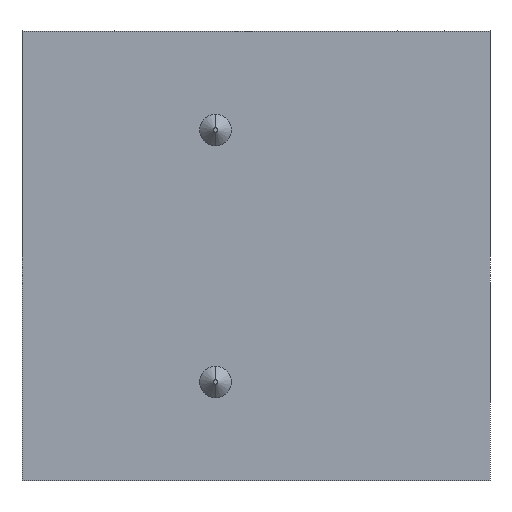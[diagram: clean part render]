
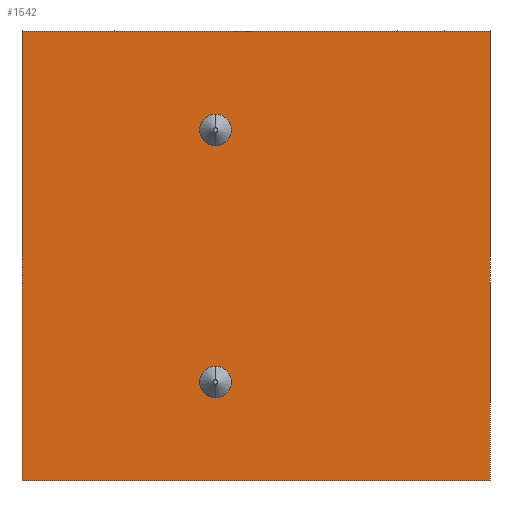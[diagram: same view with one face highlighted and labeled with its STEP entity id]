
A CAD part, front view. The second image highlights one B-rep face of the part: STEP entity #1542.
In plain terms, the highlighted planar face has unit normal (0, -1, 0).
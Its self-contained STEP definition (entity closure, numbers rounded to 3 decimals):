
#45 = LINE ( 'NONE', #5990, #680 ) ;
#174 = ORIENTED_EDGE ( 'NONE', *, *, #1400, .F. ) ;
#191 = CARTESIAN_POINT ( 'NONE',  ( 0., 0., 0. ) ) ;
#199 = VERTEX_POINT ( 'NONE', #191 ) ;
#530 = CARTESIAN_POINT ( 'NONE',  ( 4.3, 0., -2.55 ) ) ;
#577 = CARTESIAN_POINT ( 'NONE',  ( 4.3, 0., -1.85 ) ) ;
#680 = VECTOR ( 'NONE', #4835, 1000. ) ;
#717 = DIRECTION ( 'NONE',  ( 0., 0., -1. ) ) ;
#786 = EDGE_CURVE ( 'NONE', #7140, #2115, #4981, .T. ) ;
#847 = CARTESIAN_POINT ( 'NONE',  ( 4.3, 0., -8.15 ) ) ;
#875 = CARTESIAN_POINT ( 'NONE',  ( 4.3, 0., -2.2 ) ) ;
#930 = CIRCLE ( 'NONE', #3194, 0.35 ) ;
#1085 = CARTESIAN_POINT ( 'NONE',  ( 4.3, 0., -7.8 ) ) ;
#1247 = AXIS2_PLACEMENT_3D ( 'NONE', #1085, #6243, #2777 ) ;
#1292 = EDGE_LOOP ( 'NONE', ( #2159, #6470 ) ) ;
#1334 = CARTESIAN_POINT ( 'NONE',  ( 4.3, 0., -7.8 ) ) ;
#1368 = VECTOR ( 'NONE', #5771, 1000. ) ;
#1400 = EDGE_CURVE ( 'NONE', #4140, #5135, #930, .T. ) ;
#1461 = CARTESIAN_POINT ( 'NONE',  ( 4.3, 0., -2.2 ) ) ;
#1542 = ADVANCED_FACE ( 'NONE', ( #2080, #6494, #3341 ), #3118, .T. ) ;
#1695 = CARTESIAN_POINT ( 'NONE',  ( 10.4, 0., 0. ) ) ;
#1706 = CARTESIAN_POINT ( 'NONE',  ( 10.4, 0., -10. ) ) ;
#1890 = EDGE_CURVE ( 'NONE', #6064, #199, #45, .T. ) ;
#1906 = DIRECTION ( 'NONE',  ( 0., -1., 0. ) ) ;
#1946 = VECTOR ( 'NONE', #3930, 1000. ) ;
#2080 = FACE_BOUND ( 'NONE', #3337, .T. ) ;
#2115 = VERTEX_POINT ( 'NONE', #577 ) ;
#2127 = CARTESIAN_POINT ( 'NONE',  ( 4.3, 0., -7.45 ) ) ;
#2159 = ORIENTED_EDGE ( 'NONE', *, *, #2977, .F. ) ;
#2637 = DIRECTION ( 'NONE',  ( 0., -1., 0. ) ) ;
#2777 = DIRECTION ( 'NONE',  ( 0., 0., -1. ) ) ;
#2894 = CARTESIAN_POINT ( 'NONE',  ( 0., 0., -10. ) ) ;
#2977 = EDGE_CURVE ( 'NONE', #2115, #7140, #7391, .T. ) ;
#3118 = PLANE ( 'NONE',  #7308 ) ;
#3194 = AXIS2_PLACEMENT_3D ( 'NONE', #1334, #1906, #717 ) ;
#3337 = EDGE_LOOP ( 'NONE', ( #3688, #174 ) ) ;
#3341 = FACE_OUTER_BOUND ( 'NONE', #5577, .T. ) ;
#3504 = ORIENTED_EDGE ( 'NONE', *, *, #6092, .T. ) ;
#3688 = ORIENTED_EDGE ( 'NONE', *, *, #6957, .F. ) ;
#3816 = LINE ( 'NONE', #4381, #1946 ) ;
#3930 = DIRECTION ( 'NONE',  ( 1., 0., 0. ) ) ;
#3981 = CIRCLE ( 'NONE', #1247, 0.35 ) ;
#3989 = DIRECTION ( 'NONE',  ( 0., 0., 1. ) ) ;
#4050 = LINE ( 'NONE', #2894, #1368 ) ;
#4140 = VERTEX_POINT ( 'NONE', #847 ) ;
#4262 = DIRECTION ( 'NONE',  ( 0., 0., -1. ) ) ;
#4289 = DIRECTION ( 'NONE',  ( 0., -1., 0. ) ) ;
#4381 = CARTESIAN_POINT ( 'NONE',  ( 0., 0., 0. ) ) ;
#4835 = DIRECTION ( 'NONE',  ( 0., 0., 1. ) ) ;
#4869 = DIRECTION ( 'NONE',  ( 0., 0., -1. ) ) ;
#4981 = CIRCLE ( 'NONE', #7203, 0.35 ) ;
#5103 = VERTEX_POINT ( 'NONE', #6102 ) ;
#5135 = VERTEX_POINT ( 'NONE', #2127 ) ;
#5235 = ORIENTED_EDGE ( 'NONE', *, *, #1890, .F. ) ;
#5483 = DIRECTION ( 'NONE',  ( 0., -1., 0. ) ) ;
#5577 = EDGE_LOOP ( 'NONE', ( #7389, #5235, #5617, #3504 ) ) ;
#5617 = ORIENTED_EDGE ( 'NONE', *, *, #7289, .T. ) ;
#5771 = DIRECTION ( 'NONE',  ( 1., 0., 0. ) ) ;
#5924 = VECTOR ( 'NONE', #3989, 1000. ) ;
#5990 = CARTESIAN_POINT ( 'NONE',  ( 0., 0., -10. ) ) ;
#6032 = CARTESIAN_POINT ( 'NONE',  ( 0., 0., -10. ) ) ;
#6057 = DIRECTION ( 'NONE',  ( 0., 0., -1. ) ) ;
#6064 = VERTEX_POINT ( 'NONE', #6332 ) ;
#6092 = EDGE_CURVE ( 'NONE', #5103, #6404, #7095, .T. ) ;
#6102 = CARTESIAN_POINT ( 'NONE',  ( 10.4, 0., -10. ) ) ;
#6243 = DIRECTION ( 'NONE',  ( 0., -1., 0. ) ) ;
#6332 = CARTESIAN_POINT ( 'NONE',  ( 0., 0., -10. ) ) ;
#6372 = EDGE_CURVE ( 'NONE', #199, #6404, #3816, .T. ) ;
#6404 = VERTEX_POINT ( 'NONE', #1695 ) ;
#6405 = AXIS2_PLACEMENT_3D ( 'NONE', #875, #2637, #4869 ) ;
#6470 = ORIENTED_EDGE ( 'NONE', *, *, #786, .F. ) ;
#6494 = FACE_BOUND ( 'NONE', #1292, .T. ) ;
#6957 = EDGE_CURVE ( 'NONE', #5135, #4140, #3981, .T. ) ;
#7095 = LINE ( 'NONE', #1706, #5924 ) ;
#7140 = VERTEX_POINT ( 'NONE', #530 ) ;
#7203 = AXIS2_PLACEMENT_3D ( 'NONE', #1461, #5483, #4262 ) ;
#7289 = EDGE_CURVE ( 'NONE', #6064, #5103, #4050, .T. ) ;
#7308 = AXIS2_PLACEMENT_3D ( 'NONE', #6032, #4289, #6057 ) ;
#7389 = ORIENTED_EDGE ( 'NONE', *, *, #6372, .F. ) ;
#7391 = CIRCLE ( 'NONE', #6405, 0.35 ) ;
